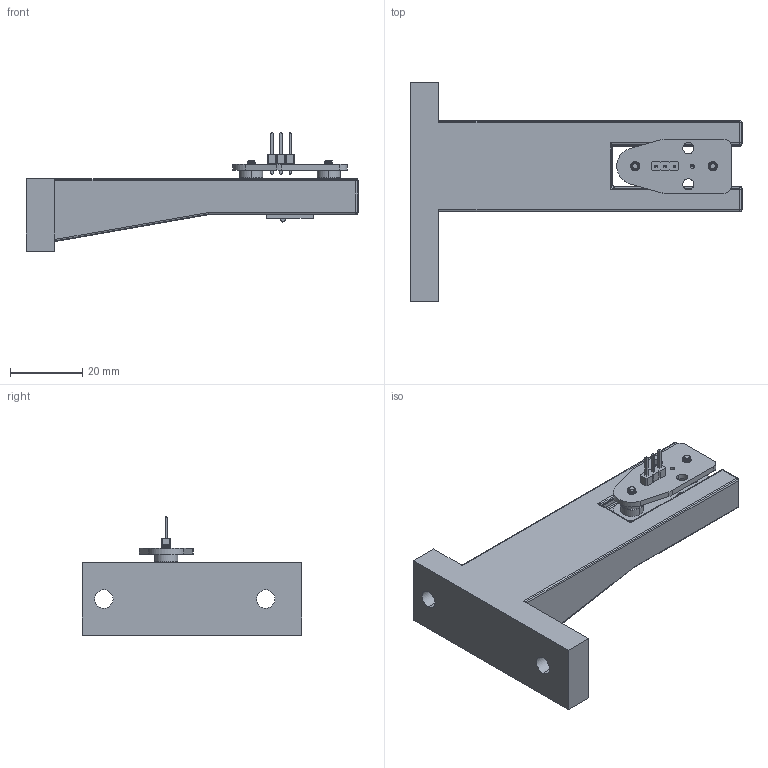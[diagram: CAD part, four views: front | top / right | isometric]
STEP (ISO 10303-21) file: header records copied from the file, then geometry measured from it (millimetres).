
FILE_DESCRIPTION(('STEP AP214'),'1');
FILE_NAME('probe-dock.stp','2020-11-20T03:28:02',(' '),(' '),'Spatial InterOp 3D',' ',' ');
FILE_SCHEMA(('automotive_design'));
Length unit declared in the file: inch
Products named in the file (14): 1; 2; 3; 4; 5; 6; 7; 8; 9; 10; 11; 12; 13; 14
Bounding box: 91.97 x 60.85 x 32.78 mm (x, y, z)
Volume: 30781.9 mm3; surface area: 13791.6 mm2
Topology: 14 solids, 14 shells, 595 faces, 1637 edges, 1073 vertices
Faces by surface type: cylinder 233, plane 232, cone 64, torus 29, sphere 28, bspline 9
Full cylindrical faces by diameter (mm): 2.184 x4
Entity records: 36074 total; most frequent: CARTESIAN_POINT 16488, ORIENTED_EDGE 3224, DIRECTION 2961, EDGE_CURVE 1612, AXIS2_PLACEMENT_3D 1096, VERTEX_POINT 1069, LINE 769, VECTOR 769
